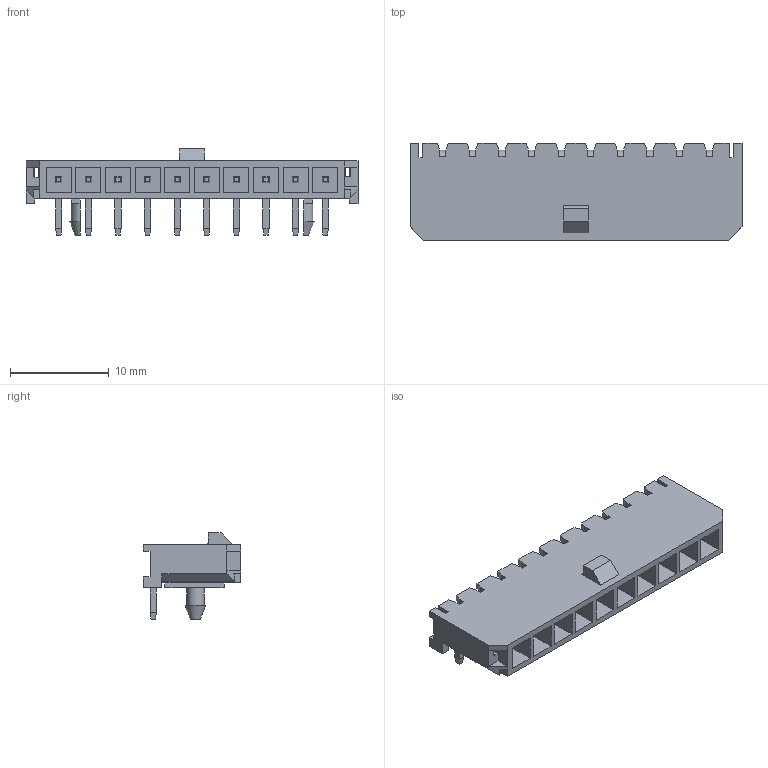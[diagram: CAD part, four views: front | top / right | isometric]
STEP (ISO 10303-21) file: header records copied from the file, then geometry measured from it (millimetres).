
FILE_DESCRIPTION(/* description */ ('Unknown'),/* implementation_level */ '2;1');
FILE_NAME(/* name */ '66201011022',/* time_stamp */ '2018-03-27T14:11:46+02:00',/* author */ ('Unknown'),/* organization */ ('Unknown'),/* preprocessor_version */ 'ST-DEVELOPER v16.7',/* originating_system */ 'DEX',/* authorisation */ $);
FILE_SCHEMA (('AUTOMOTIVE_DESIGN {1 0 10303 214 3 1 1}'));
Length unit declared in the file: millimetre
Products named in the file (3): 6620xx11022; 66201011022; 6620xx11022_PIN
Assembly tree (11 placements, depth 2):
  6620xx11022
    66201011022
    6620xx11022_PIN  x10
Bounding box: 33.65 x 9.9 x 8.76 mm (x, y, z)
Volume: 819.6 mm3; surface area: 2199.8 mm2
Topology: 11 solids, 11 shells, 514 faces, 1359 edges, 862 vertices
Faces by surface type: plane 489, cylinder 23, cone 2
Entity records: 11323 total; most frequent: CARTESIAN_POINT 2009, ORIENTED_EDGE 1998, DIRECTION 1743, EDGE_CURVE 999, LINE 983, VECTOR 983, VERTEX_POINT 646, AXIS2_PLACEMENT_3D 380
